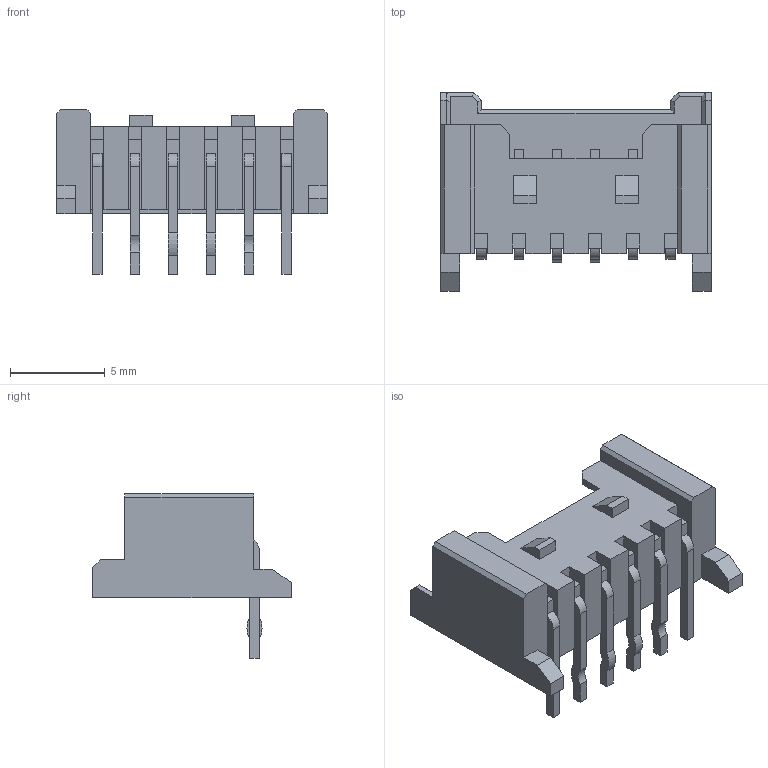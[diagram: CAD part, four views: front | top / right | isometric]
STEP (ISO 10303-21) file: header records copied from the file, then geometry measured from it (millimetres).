
FILE_DESCRIPTION((''),'2;1');
FILE_NAME('353630660','2014-11-04T',('ME'),(''),'PRO/ENGINEER BY PARAMETRIC TECHNOLOGY CORPORATION, 2011490','PRO/ENGINEER BY PARAMETRIC TECHNOLOGY CORPORATION, 2011490','');
FILE_SCHEMA(('CONFIG_CONTROL_DESIGN'));
Length unit declared in the file: millimetre
Products named in the file (1): 353630660
Bounding box: 14.3 x 10.5 x 8.7 mm (x, y, z)
Volume: 242.8 mm3; surface area: 784.3 mm2
Topology: 1 solids, 1 shells, 226 faces, 625 edges, 415 vertices
Faces by surface type: plane 206, cylinder 20
Entity records: 7114 total; most frequent: CARTESIAN_POINT 1260, ORIENTED_EDGE 1220, DIRECTION 1129, EDGE_CURVE 610, VECTOR 571, LINE 571, VERTEX_POINT 400, AXIS2_PLACEMENT_3D 279
